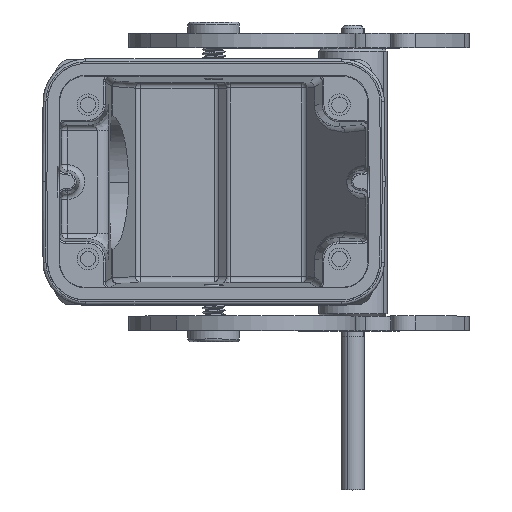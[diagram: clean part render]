
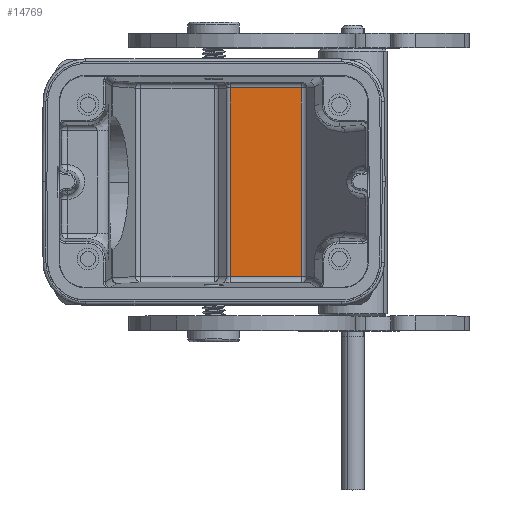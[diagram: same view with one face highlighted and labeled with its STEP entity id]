
A CAD part, top view. The second image highlights one B-rep face of the part: STEP entity #14769.
In plain terms, the highlighted planar face has unit normal (0, 0, 1).
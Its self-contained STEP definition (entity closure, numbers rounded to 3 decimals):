
#3076=DIRECTION('',(0.,1.,0.));
#3077=VECTOR('',#3076,33.069);
#3078=CARTESIAN_POINT('',(15.369,-16.535,-65.5));
#3079=LINE('',#3078,#3077);
#3099=DIRECTION('',(-1.,0.,0.));
#3100=VECTOR('',#3099,12.438);
#3101=CARTESIAN_POINT('',(15.369,16.535,-65.5));
#3102=LINE('',#3101,#3100);
#3103=DIRECTION('',(0.,-1.,0.));
#3104=VECTOR('',#3103,33.069);
#3105=CARTESIAN_POINT('',(2.93,16.535,-65.5));
#3106=LINE('',#3105,#3104);
#3203=DIRECTION('',(1.,0.,0.));
#3204=VECTOR('',#3203,12.438);
#3205=CARTESIAN_POINT('',(2.93,-16.535,
-65.5));
#3206=LINE('',#3205,#3204);
#9253=CARTESIAN_POINT('',(15.369,-16.535,-65.5));
#9254=VERTEX_POINT('',#9253);
#9256=CARTESIAN_POINT('',(15.369,16.535,-65.5));
#9258=VERTEX_POINT('',#9256);
#9263=CARTESIAN_POINT('',(2.93,16.535,-65.5));
#9264=VERTEX_POINT('',#9263);
#9679=CARTESIAN_POINT('',(2.93,-16.535,
-65.5));
#9680=VERTEX_POINT('',#9679);
#14756=CARTESIAN_POINT('',(16.136,-18.5,-65.5));
#14757=DIRECTION('',(0.,0.,-1.));
#14758=DIRECTION('',(-1.,0.,0.));
#14759=AXIS2_PLACEMENT_3D('',#14756,#14757,#14758);
#14760=PLANE('',#14759);
#14762=ORIENTED_EDGE('',*,*,#14761,.F.);
#14763=ORIENTED_EDGE('',*,*,#14749,.F.);
#14764=ORIENTED_EDGE('',*,*,#14724,.F.);
#14766=ORIENTED_EDGE('',*,*,#14765,.F.);
#14767=EDGE_LOOP('',(#14762,#14763,#14764,#14766));
#14768=FACE_OUTER_BOUND('',#14767,.F.);
#14769=ADVANCED_FACE('',(#14768),#14760,.F.);
#14724=EDGE_CURVE('',#9254,#9258,#3079,.T.);
#14749=EDGE_CURVE('',#9258,#9264,#3102,.T.);
#14761=EDGE_CURVE('',#9264,#9680,#3106,.T.);
#14765=EDGE_CURVE('',#9680,#9254,#3206,.T.);
